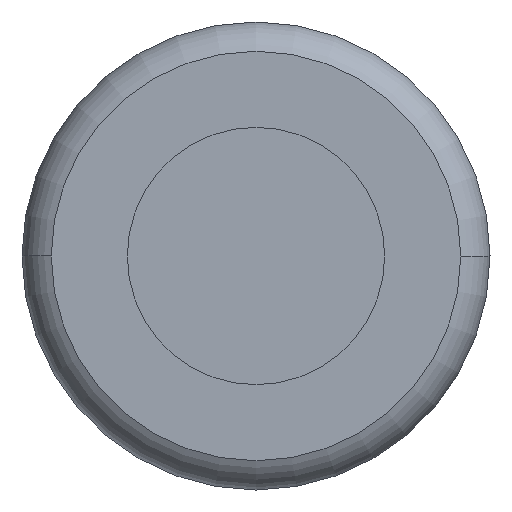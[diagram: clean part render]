
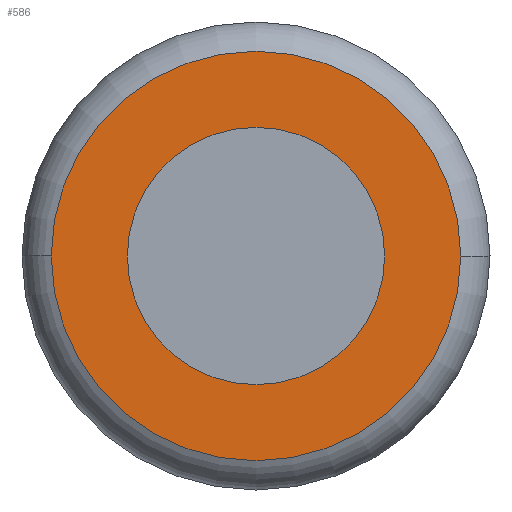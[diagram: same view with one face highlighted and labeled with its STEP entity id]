
A CAD part, left-side view. The second image highlights one B-rep face of the part: STEP entity #586.
In plain terms, the highlighted planar face has unit normal (-1, 0, 0).
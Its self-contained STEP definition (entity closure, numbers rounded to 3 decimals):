
#166=CARTESIAN_POINT('',(-24.647,5.112,-3.281));
#167=DIRECTION('',(1.,0.,0.));
#168=DIRECTION('',(0.,1.,0.));
#169=AXIS2_PLACEMENT_3D('',#166,#167,#168);
#171=CARTESIAN_POINT('',(-24.647,5.112,-3.281));
#172=DIRECTION('',(1.,0.,0.));
#173=DIRECTION('',(0.,-1.,0.));
#174=AXIS2_PLACEMENT_3D('',#171,#172,#173);
#176=CARTESIAN_POINT('',(-24.647,5.112,-3.281));
#177=DIRECTION('',(-1.,0.,0.));
#178=DIRECTION('',(0.,-1.,0.));
#179=AXIS2_PLACEMENT_3D('',#176,#177,#178);
#181=CARTESIAN_POINT('',(-24.647,5.112,-3.281));
#182=DIRECTION('',(-1.,0.,0.));
#183=DIRECTION('',(0.,1.,0.));
#184=AXIS2_PLACEMENT_3D('',#181,#182,#183);
#306=CARTESIAN_POINT('',(-24.647,3.362,-3.281));
#307=VERTEX_POINT('',#306);
#308=CARTESIAN_POINT('',(-24.647,6.862,-3.281));
#309=VERTEX_POINT('',#308);
#310=CARTESIAN_POINT('',(-24.647,4.012,-3.281));
#311=CARTESIAN_POINT('',(-24.647,6.212,-3.281));
#312=VERTEX_POINT('',#310);
#313=VERTEX_POINT('',#311);
#571=CARTESIAN_POINT('',(-24.647,5.112,-3.281));
#572=DIRECTION('',(-1.,0.,0.));
#573=DIRECTION('',(0.,-1.,0.));
#574=AXIS2_PLACEMENT_3D('',#571,#572,#573);
#575=PLANE('',#574);
#576=ORIENTED_EDGE('',*,*,#497,.T.);
#577=ORIENTED_EDGE('',*,*,#519,.T.);
#578=EDGE_LOOP('',(#576,#577));
#579=FACE_OUTER_BOUND('',#578,.F.);
#581=ORIENTED_EDGE('',*,*,#580,.T.);
#583=ORIENTED_EDGE('',*,*,#582,.T.);
#584=EDGE_LOOP('',(#581,#583));
#585=FACE_BOUND('',#584,.F.);
#586=ADVANCED_FACE('',(#579,#585),#575,.T.);
#170=CIRCLE('',#169,1.75);
#175=CIRCLE('',#174,1.75);
#180=CIRCLE('',#179,1.1);
#185=CIRCLE('',#184,1.1);
#497=EDGE_CURVE('',#309,#307,#170,.T.);
#519=EDGE_CURVE('',#307,#309,#175,.T.);
#580=EDGE_CURVE('',#312,#313,#180,.T.);
#582=EDGE_CURVE('',#313,#312,#185,.T.);
